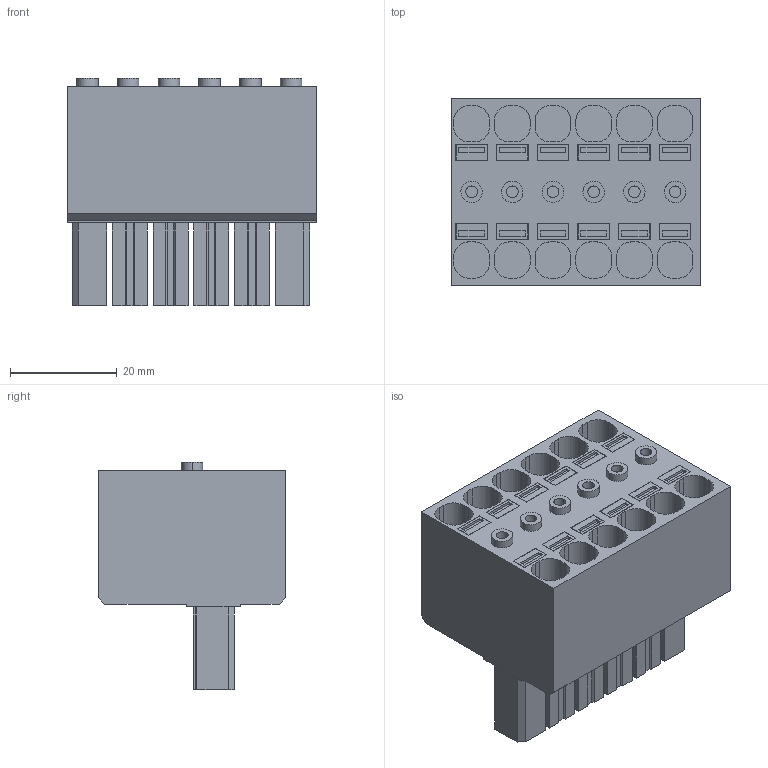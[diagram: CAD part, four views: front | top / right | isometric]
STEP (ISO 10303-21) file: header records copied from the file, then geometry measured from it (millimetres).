
FILE_DESCRIPTION(('CATIA V5 STEP Exchange','CAx-IF Rec.Pracs.--- Model Styling and Organization---1.4--- 2014-01-23'),'2;1');
FILE_NAME ('1208079-3_0_2720460000_2720460000.stp','2020-07-22T07:26:29+00:00',('none'),('Weidmueller'),'CATIA Version 5-6 Release 2016','CATIA V5 STEP AP214','none');
FILE_SCHEMA(('AUTOMOTIVE_DESIGN { 1 0 10303 214 1 1 1 1 }'));
Length unit declared in the file: millimetre
Products named in the file (1): 2720460000
Bounding box: 46.72 x 35.05 x 42.58 mm (x, y, z)
Volume: 42133.9 mm3; surface area: 15258.6 mm2
Topology: 13 solids, 13 shells, 648 faces, 1614 edges, 1076 vertices
Faces by surface type: plane 576, cylinder 72
Entity records: 18476 total; most frequent: CARTESIAN_POINT 3310, ORIENTED_EDGE 3228, DIRECTION 2461, EDGE_CURVE 1614, VECTOR 1470, LINE 1470, VERTEX_POINT 1076, EDGE_LOOP 732
